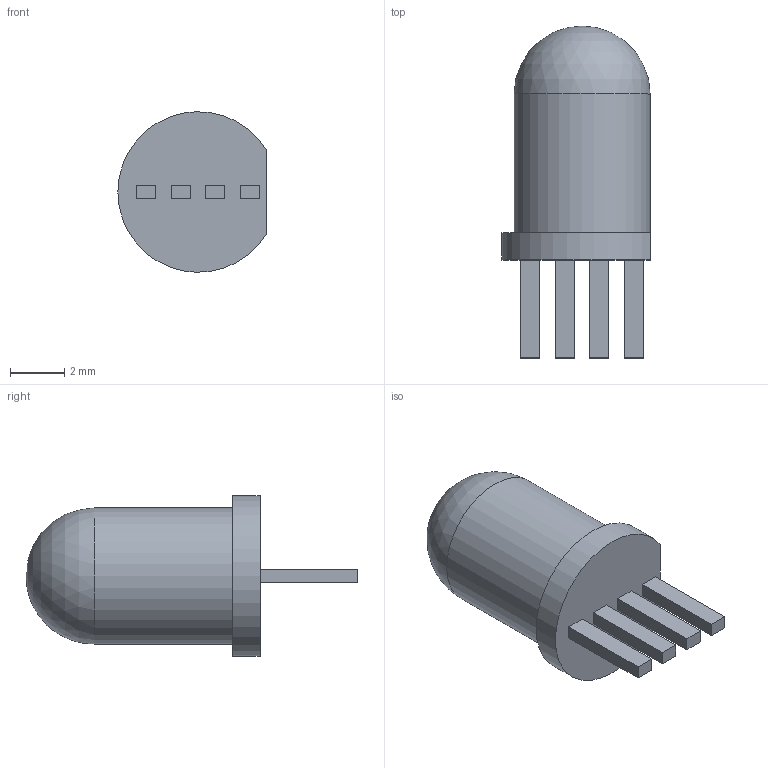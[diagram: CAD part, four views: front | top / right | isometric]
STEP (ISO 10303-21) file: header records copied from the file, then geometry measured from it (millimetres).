
FILE_DESCRIPTION(/* description */ (''),/* implementation_level */ '2;1');
FILE_NAME(/* name */ 'LED-RGB-ThroughHole.ipt.step',/* time_stamp */ '2017-01-04T15:01:54-08:00',/* author */ ('PhillipD'),/* organization */ (''),/* preprocessor_version */ 'ST-DEVELOPER v16.5',/* originating_system */ 'Autodesk Inventor 2017',/* authorisation */ '');
FILE_SCHEMA (('AUTOMOTIVE_DESIGN { 1 0 10303 214 3 1 1 }'));
Length unit declared in the file: millimetre
Products named in the file (1): LED-RGB-ThroughHole
Bounding box: 5.45 x 12.2 x 5.9 mm (x, y, z)
Volume: 164.3 mm3; surface area: 205.4 mm2
Topology: 1 solids, 1 shells, 26 faces, 62 edges, 41 vertices
Faces by surface type: plane 23, cylinder 2, sphere 1
Full cylindrical faces by diameter (mm): 5 x1
Entity records: 742 total; most frequent: CARTESIAN_POINT 122, DIRECTION 115, ORIENTED_EDGE 114, EDGE_CURVE 57, LINE 53, VECTOR 53, VERTEX_POINT 38, EDGE_LOOP 31
